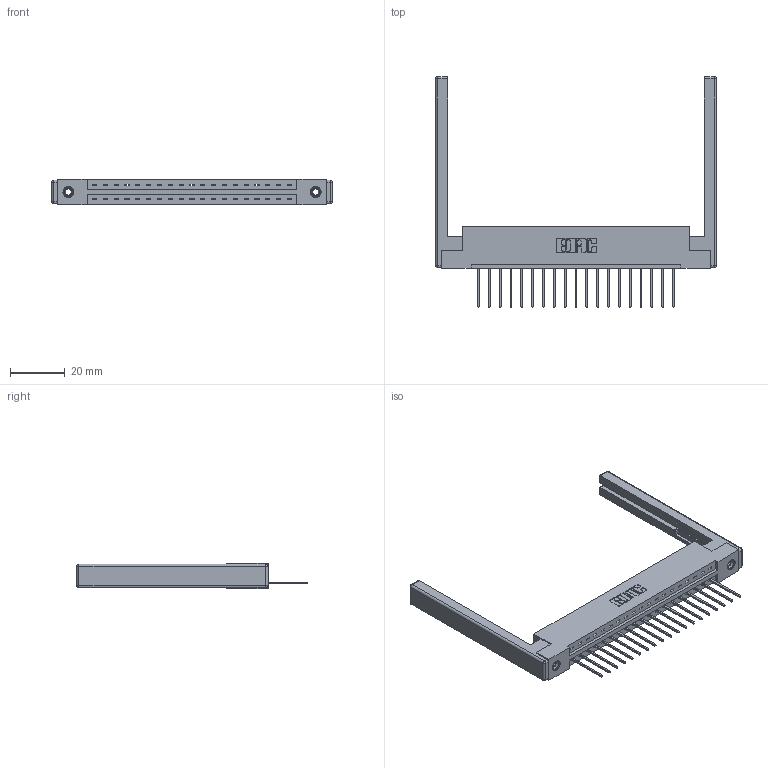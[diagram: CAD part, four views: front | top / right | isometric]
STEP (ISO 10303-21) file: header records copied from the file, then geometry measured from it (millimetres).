
FILE_DESCRIPTION (( 'STEP AP203' ), '1' );
FILE_NAME ('387-019-540-168.STEP', '2019-10-02T21:24:28', ( '' ), ( '' ), 'SwSTEP 2.0', 'SolidWorks 2016', '' );
FILE_SCHEMA (( 'CONFIG_CONTROL_DESIGN' ));
Length unit declared in the file: inch
Products named in the file (5): 307-220-068; 337 Part_Flush Mounting Lugs - 0.156 Dia-TI; 387-019-540-168; 345-292-001_345-293-140; 345-250-001_345-250-001-102
Assembly tree (24 placements, depth 2):
  387-019-540-168
    337 Part_Flush Mounting Lugs - 0.156 Dia-TI
    345-292-001_345-293-140  x19
    345-250-001_345-250-001-102  x2
    307-220-068  x2
Bounding box: 102.72 x 84.21 x 9.4 mm (x, y, z)
Volume: 14804.9 mm3; surface area: 14917 mm2
Topology: 24 solids, 24 shells, 1446 faces, 4273 edges, 2802 vertices
Faces by surface type: plane 1032, cylinder 390, cone 12, sphere 8, torus 4
Entity records: 19876 total; most frequent: CARTESIAN_POINT 3416, ORIENTED_EDGE 3360, DIRECTION 2996, EDGE_CURVE 1680, VECTOR 1502, LINE 1502, VERTEX_POINT 1110, AXIS2_PLACEMENT_3D 747
